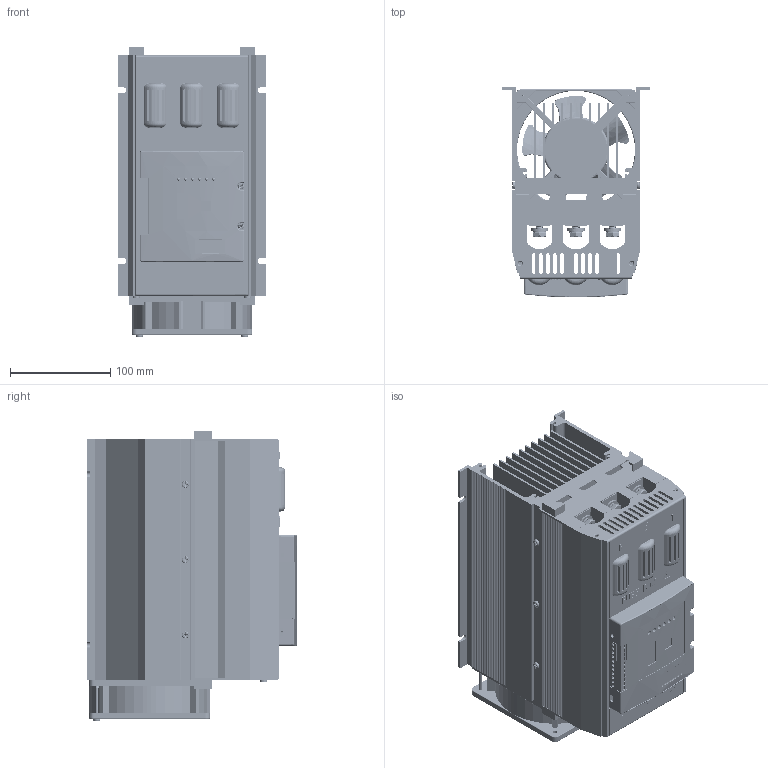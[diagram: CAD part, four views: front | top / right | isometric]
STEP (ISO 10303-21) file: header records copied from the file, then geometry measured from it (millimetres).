
FILE_DESCRIPTION (( 'STEP AP203' ), '1' );
FILE_NAME ('200A三相电力调整器.STEP', '2019-10-21T07:26:42', ( 'User' ), ( 'China' ), 'SwSTEP 2.0', 'SolidWorks 2012', '' );
FILE_SCHEMA (( 'CONFIG_CONTROL_DESIGN' ));
Products named in the file (24): 200A三相电力调整器; M4蹟佪(酗); M3蹟佪(0); M3-10す芛蹟佪; M4蹟佪(0); 200A綴裔(0); M8蹟佪郪磁; 揤銅; 菜え; 蹟佪; 蹟譫揤え; M4蹟佪; 蹟譫; 醱啣郪磁(7.27); 苤盄繚啣ㄗ0ㄘ; 200AHHT3覃誹羲壽PCB(0); 侐眈諉盄傷赽; 三相接线端子; 俋褲ㄗ7.27ㄘ; 200A綴裔(1); 200A盓殤(0); 瑞圮; 200A耜啣(0); 200A散热器(0)
Assembly tree (54 placements, depth 3):
  200A三相电力调整器
    200A散热器(0)
    200A耜啣(0)  x2
    瑞圮
    200A盓殤(0)  x2
    200A綴裔(1)
    醱啣郪磁(7.27)
      俋褲ㄗ7.27ㄘ
      三相接线端子
      侐眈諉盄傷赽  x2
      200AHHT3覃誹羲壽PCB(0)
      苤盄繚啣ㄗ0ㄘ
    蹟譫  x6
    M4蹟佪  x4
    蹟譫揤え  x6
    M8蹟佪郪磁  x6
      蹟佪
      菜え
      揤銅
    200A綴裔(0)
    M4蹟佪(0)  x8
    M3-10す芛蹟佪  x2
    M3蹟佪(0)  x2
    M4蹟佪(酗)  x2
Bounding box: 148 x 209.98 x 289.8 mm (x, y, z)
Volume: 1710308.1 mm3; surface area: 1006038.5 mm2
Topology: 62 solids, 62 shells, 6135 faces, 16579 edges, 10807 vertices
Faces by surface type: plane 2785, cylinder 2185, bspline 838, torus 157, cone 148, sphere 22
Entity records: 339808 total; most frequent: CARTESIAN_POINT 248444, ORIENTED_EDGE 20304, DIRECTION 15844, EDGE_CURVE 10152, VERTEX_POINT 6616, LINE 5608, VECTOR 5608, AXIS2_PLACEMENT_3D 5118
